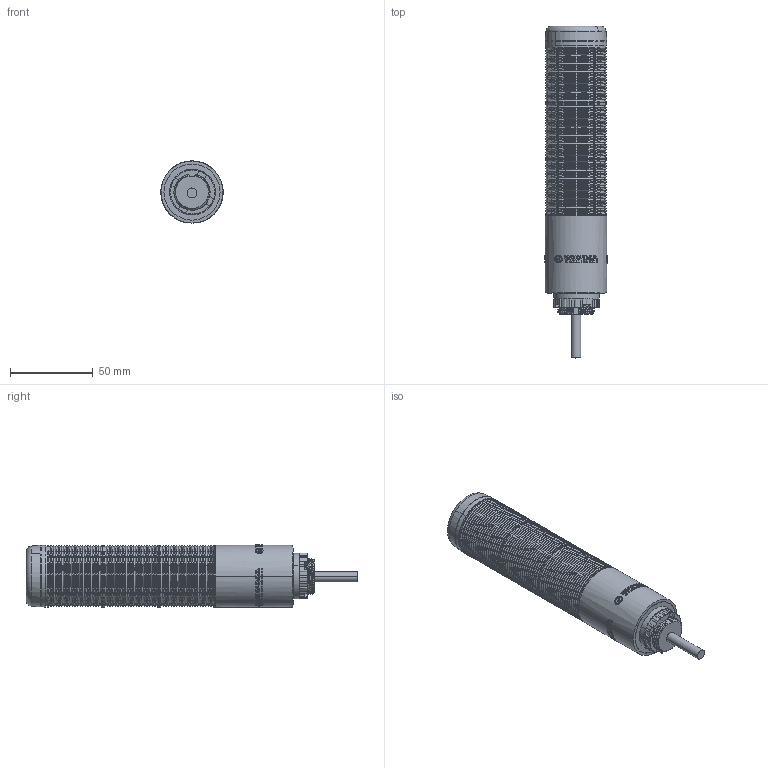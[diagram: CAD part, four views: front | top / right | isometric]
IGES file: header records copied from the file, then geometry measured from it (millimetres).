
Global section: file name: No Iges File Name specified; native system: Autodesk Inventor 2011; preprocessor: AutoDesk Inventor Iges Exporter R2011; author: jennert; date: 20131127.132924; units: millimetre
Bounding box: 37.7 x 201 x 37.6 mm (x, y, z)
Volume: 180209.3 mm3; surface area: 28190.9 mm2
Topology: 1 solids, 9 shells, 1653 faces, 4574 edges, 3043 vertices
Faces by surface type: plane 754, cone 273, cylinder 252, bspline 174, torus 130, revolution 70
